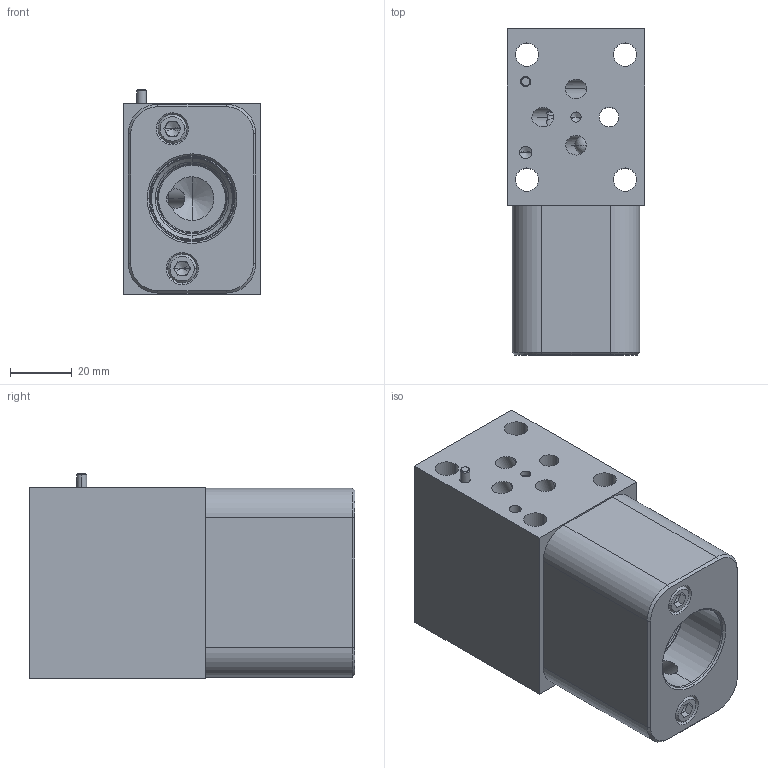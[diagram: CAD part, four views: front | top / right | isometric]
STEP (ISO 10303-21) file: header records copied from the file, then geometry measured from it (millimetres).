
FILE_DESCRIPTION((''),'2;1');
FILE_NAME('EBO_ASM','2019-07-19T',('ProEService'),(''),'PRO/ENGINEER BY PARAMETRIC TECHNOLOGY CORPORATION, 2014200','PRO/ENGINEER BY PARAMETRIC TECHNOLOGY CORPORATION, 2014200','');
FILE_SCHEMA(('CONFIG_CONTROL_DESIGN'));
Length unit declared in the file: inch
Products named in the file (7): 153-748-001; 340-002; 340-003; 811-001-006; 500-001-012; 700-002; EBO_ASM
Assembly tree (7 placements, depth 2):
  EBO_ASM
    153-748-001
    340-002  x2
    340-003
    811-001-006
    500-001-012
    700-002
Bounding box: 44.45 x 105.56 x 66.24 mm (x, y, z)
Volume: 223057.3 mm3; surface area: 47084.8 mm2
Topology: 5 solids, 5 shells, 233 faces, 856 edges, 759 vertices
Faces by surface type: cylinder 74, plane 73, cone 72, sphere 10, torus 4
Entity records: 9726 total; most frequent: CARTESIAN_POINT 3178, DIRECTION 1366, ORIENTED_EDGE 1048, EDGE_CURVE 524, VECTOR 494, LINE 494, AXIS2_PLACEMENT_3D 436, VERTEX_POINT 332
